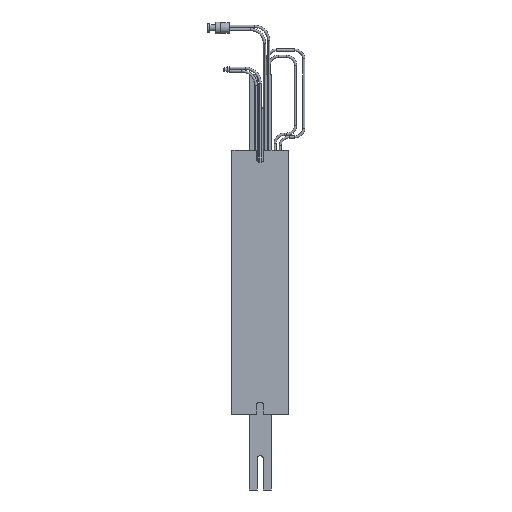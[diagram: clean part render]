
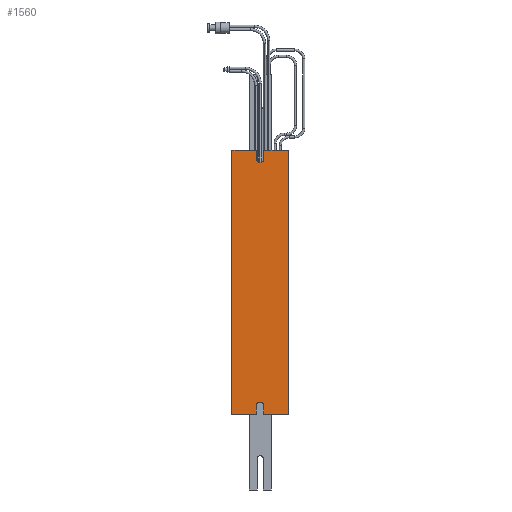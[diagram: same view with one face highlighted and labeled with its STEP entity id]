
A CAD part, front view. The second image highlights one B-rep face of the part: STEP entity #1560.
In plain terms, the highlighted planar face has unit normal (0, -1, 0).
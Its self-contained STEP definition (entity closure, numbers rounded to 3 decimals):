
#42 = AXIS2_PLACEMENT_3D ( 'NONE', #8909, #3779, #9730 ) ;
#83 = VERTEX_POINT ( 'NONE', #5219 ) ;
#293 = DIRECTION ( 'NONE',  ( 0., 0., 1. ) ) ;
#497 = CARTESIAN_POINT ( 'NONE',  ( -0.6, 0., 81. ) ) ;
#507 = VERTEX_POINT ( 'NONE', #6492 ) ;
#517 = ORIENTED_EDGE ( 'NONE', *, *, #11251, .F. ) ;
#558 = VECTOR ( 'NONE', #5929, 1000. ) ;
#573 = AXIS2_PLACEMENT_3D ( 'NONE', #3703, #4579, #10638 ) ;
#840 = LINE ( 'NONE', #5517, #2656 ) ;
#888 = CARTESIAN_POINT ( 'NONE',  ( 0.5, 0., -81. ) ) ;
#903 = CARTESIAN_POINT ( 'NONE',  ( 0., 0., -81. ) ) ;
#986 = VERTEX_POINT ( 'NONE', #888 ) ;
#996 = CARTESIAN_POINT ( 'NONE',  ( -0.5, 0., -83. ) ) ;
#1043 = EDGE_CURVE ( 'NONE', #9852, #507, #4473, .T. ) ;
#1072 = VERTEX_POINT ( 'NONE', #3707 ) ;
#1134 = EDGE_CURVE ( 'NONE', #2920, #3433, #5537, .T. ) ;
#1166 = CARTESIAN_POINT ( 'NONE',  ( 2.5, 0., 0. ) ) ;
#1178 = VERTEX_POINT ( 'NONE', #7249 ) ;
#1418 = VERTEX_POINT ( 'NONE', #11270 ) ;
#1560 = ADVANCED_FACE ( 'NONE', ( #7319 ), #5504, .T. ) ;
#2089 = LINE ( 'NONE', #2093, #7945 ) ;
#2093 = CARTESIAN_POINT ( 'NONE',  ( 0., 0., 81. ) ) ;
#2140 = ORIENTED_EDGE ( 'NONE', *, *, #9440, .F. ) ;
#2336 = CARTESIAN_POINT ( 'NONE',  ( 0.5, 0., -83. ) ) ;
#2339 = DIRECTION ( 'NONE',  ( 0., -1., 0. ) ) ;
#2386 = EDGE_CURVE ( 'NONE', #6274, #6461, #5920, .T. ) ;
#2515 = VECTOR ( 'NONE', #5225, 1000. ) ;
#2656 = VECTOR ( 'NONE', #2998, 1000. ) ;
#2713 = DIRECTION ( 'NONE',  ( 0., 0., -1. ) ) ;
#2799 = LINE ( 'NONE', #903, #10800 ) ;
#2858 = ORIENTED_EDGE ( 'NONE', *, *, #3357, .F. ) ;
#2869 = VERTEX_POINT ( 'NONE', #9990 ) ;
#2903 = ORIENTED_EDGE ( 'NONE', *, *, #8599, .F. ) ;
#2906 = DIRECTION ( 'NONE',  ( 1., 0., 0. ) ) ;
#2920 = VERTEX_POINT ( 'NONE', #9092 ) ;
#2998 = DIRECTION ( 'NONE',  ( 1., 0., 0. ) ) ;
#3357 = EDGE_CURVE ( 'NONE', #10267, #10167, #4824, .T. ) ;
#3433 = VERTEX_POINT ( 'NONE', #6132 ) ;
#3470 = DIRECTION ( 'NONE',  ( -1., 0., 0. ) ) ;
#3585 = EDGE_CURVE ( 'NONE', #83, #1178, #840, .T. ) ;
#3680 = VECTOR ( 'NONE', #4771, 1000. ) ;
#3703 = CARTESIAN_POINT ( 'NONE',  ( 0., 0., 0. ) ) ;
#3707 = CARTESIAN_POINT ( 'NONE',  ( -2.5, 0., 82.9 ) ) ;
#3777 = EDGE_CURVE ( 'NONE', #2869, #986, #8953, .T. ) ;
#3779 = DIRECTION ( 'NONE',  ( 0., -1., 0. ) ) ;
#4103 = VECTOR ( 'NONE', #7787, 1000. ) ;
#4141 = ORIENTED_EDGE ( 'NONE', *, *, #6032, .F. ) ;
#4189 = CARTESIAN_POINT ( 'NONE',  ( 19., 0., -89. ) ) ;
#4193 = VECTOR ( 'NONE', #3470, 1000. ) ;
#4218 = CARTESIAN_POINT ( 'NONE',  ( 2.5, 0., 0. ) ) ;
#4317 = VECTOR ( 'NONE', #10521, 1000. ) ;
#4473 = LINE ( 'NONE', #6923, #4193 ) ;
#4510 = CARTESIAN_POINT ( 'NONE',  ( 19., 0., 89. ) ) ;
#4579 = DIRECTION ( 'NONE',  ( 0., -1., 0. ) ) ;
#4755 = EDGE_CURVE ( 'NONE', #1418, #10267, #7567, .T. ) ;
#4771 = DIRECTION ( 'NONE',  ( 0., 0., 1. ) ) ;
#4824 = LINE ( 'NONE', #6938, #2515 ) ;
#5216 = CARTESIAN_POINT ( 'NONE',  ( -19., 0., -89. ) ) ;
#5219 = CARTESIAN_POINT ( 'NONE',  ( 2.5, 0., 89. ) ) ;
#5225 = DIRECTION ( 'NONE',  ( 0., 0., -1. ) ) ;
#5310 = LINE ( 'NONE', #4510, #8293 ) ;
#5316 = DIRECTION ( 'NONE',  ( -1., 0., 0. ) ) ;
#5332 = EDGE_CURVE ( 'NONE', #986, #1418, #2799, .T. ) ;
#5339 = ORIENTED_EDGE ( 'NONE', *, *, #1134, .F. ) ;
#5369 = ORIENTED_EDGE ( 'NONE', *, *, #6013, .F. ) ;
#5504 = PLANE ( 'NONE',  #573 ) ;
#5517 = CARTESIAN_POINT ( 'NONE',  ( -19., 0., 89. ) ) ;
#5537 = CIRCLE ( 'NONE', #42, 1.9 ) ;
#5920 = LINE ( 'NONE', #8691, #11218 ) ;
#5929 = DIRECTION ( 'NONE',  ( 1., 0., 0. ) ) ;
#5983 = ORIENTED_EDGE ( 'NONE', *, *, #4755, .F. ) ;
#6013 = EDGE_CURVE ( 'NONE', #1072, #8897, #11047, .T. ) ;
#6032 = EDGE_CURVE ( 'NONE', #6461, #9800, #8208, .T. ) ;
#6132 = CARTESIAN_POINT ( 'NONE',  ( 2.5, 0., 82.9 ) ) ;
#6156 = CARTESIAN_POINT ( 'NONE',  ( -19., 0., -89. ) ) ;
#6237 = DIRECTION ( 'NONE',  ( 0., 0., -1. ) ) ;
#6274 = VERTEX_POINT ( 'NONE', #6156 ) ;
#6304 = CARTESIAN_POINT ( 'NONE',  ( -2.5, 0., 0. ) ) ;
#6461 = VERTEX_POINT ( 'NONE', #8593 ) ;
#6490 = VECTOR ( 'NONE', #11179, 1000. ) ;
#6492 = CARTESIAN_POINT ( 'NONE',  ( 2.5, 0., -89. ) ) ;
#6669 = EDGE_CURVE ( 'NONE', #8897, #2920, #2089, .T. ) ;
#6923 = CARTESIAN_POINT ( 'NONE',  ( -19., 0., -89. ) ) ;
#6938 = CARTESIAN_POINT ( 'NONE',  ( -2.5, 0., 0. ) ) ;
#7055 = LINE ( 'NONE', #4218, #6490 ) ;
#7198 = CARTESIAN_POINT ( 'NONE',  ( -2.5, 0., -89. ) ) ;
#7221 = ORIENTED_EDGE ( 'NONE', *, *, #5332, .F. ) ;
#7249 = CARTESIAN_POINT ( 'NONE',  ( 19., 0., 89. ) ) ;
#7319 = FACE_OUTER_BOUND ( 'NONE', #11167, .T. ) ;
#7330 = CARTESIAN_POINT ( 'NONE',  ( -2.5, 0., 89. ) ) ;
#7498 = ORIENTED_EDGE ( 'NONE', *, *, #3777, .F. ) ;
#7567 = CIRCLE ( 'NONE', #8278, 2. ) ;
#7787 = DIRECTION ( 'NONE',  ( -1., 0., 0. ) ) ;
#7945 = VECTOR ( 'NONE', #2906, 1000. ) ;
#8006 = EDGE_CURVE ( 'NONE', #10167, #6274, #8451, .T. ) ;
#8021 = ORIENTED_EDGE ( 'NONE', *, *, #1043, .F. ) ;
#8208 = LINE ( 'NONE', #11023, #558 ) ;
#8278 = AXIS2_PLACEMENT_3D ( 'NONE', #996, #10283, #2713 ) ;
#8293 = VECTOR ( 'NONE', #6237, 1000. ) ;
#8375 = CARTESIAN_POINT ( 'NONE',  ( -0.6, 0., 82.9 ) ) ;
#8415 = DIRECTION ( 'NONE',  ( 0., 0., -1. ) ) ;
#8451 = LINE ( 'NONE', #5216, #4103 ) ;
#8568 = LINE ( 'NONE', #1166, #3680 ) ;
#8593 = CARTESIAN_POINT ( 'NONE',  ( -19., 0., 89. ) ) ;
#8599 = EDGE_CURVE ( 'NONE', #1178, #9852, #5310, .T. ) ;
#8691 = CARTESIAN_POINT ( 'NONE',  ( -19., 0., 89. ) ) ;
#8709 = EDGE_CURVE ( 'NONE', #3433, #83, #8568, .T. ) ;
#8897 = VERTEX_POINT ( 'NONE', #497 ) ;
#8909 = CARTESIAN_POINT ( 'NONE',  ( 0.6, 0., 82.9 ) ) ;
#8953 = CIRCLE ( 'NONE', #9211, 2. ) ;
#9042 = ORIENTED_EDGE ( 'NONE', *, *, #8006, .F. ) ;
#9084 = CARTESIAN_POINT ( 'NONE',  ( -2.5, 0., -83. ) ) ;
#9092 = CARTESIAN_POINT ( 'NONE',  ( 0.6, 0., 81. ) ) ;
#9148 = ORIENTED_EDGE ( 'NONE', *, *, #6669, .F. ) ;
#9211 = AXIS2_PLACEMENT_3D ( 'NONE', #2336, #9964, #10872 ) ;
#9235 = ORIENTED_EDGE ( 'NONE', *, *, #8709, .F. ) ;
#9440 = EDGE_CURVE ( 'NONE', #507, #2869, #7055, .T. ) ;
#9730 = DIRECTION ( 'NONE',  ( 0., 0., -1. ) ) ;
#9800 = VERTEX_POINT ( 'NONE', #7330 ) ;
#9852 = VERTEX_POINT ( 'NONE', #4189 ) ;
#9959 = AXIS2_PLACEMENT_3D ( 'NONE', #8375, #2339, #8415 ) ;
#9964 = DIRECTION ( 'NONE',  ( 0., -1., 0. ) ) ;
#9990 = CARTESIAN_POINT ( 'NONE',  ( 2.5, 0., -83. ) ) ;
#10167 = VERTEX_POINT ( 'NONE', #7198 ) ;
#10267 = VERTEX_POINT ( 'NONE', #9084 ) ;
#10283 = DIRECTION ( 'NONE',  ( 0., -1., 0. ) ) ;
#10521 = DIRECTION ( 'NONE',  ( 0., 0., -1. ) ) ;
#10638 = DIRECTION ( 'NONE',  ( 0., 0., -1. ) ) ;
#10800 = VECTOR ( 'NONE', #5316, 1000. ) ;
#10872 = DIRECTION ( 'NONE',  ( 0., 0., -1. ) ) ;
#10907 = ORIENTED_EDGE ( 'NONE', *, *, #3585, .F. ) ;
#11023 = CARTESIAN_POINT ( 'NONE',  ( -19., 0., 89. ) ) ;
#11047 = CIRCLE ( 'NONE', #9959, 1.9 ) ;
#11158 = ORIENTED_EDGE ( 'NONE', *, *, #2386, .F. ) ;
#11167 = EDGE_LOOP ( 'NONE', ( #2858, #5983, #7221, #7498, #2140, #8021, #2903, #10907, #9235, #5339, #9148, #5369, #517, #4141, #11158, #9042 ) ) ;
#11179 = DIRECTION ( 'NONE',  ( 0., 0., 1. ) ) ;
#11218 = VECTOR ( 'NONE', #293, 1000. ) ;
#11220 = LINE ( 'NONE', #6304, #4317 ) ;
#11251 = EDGE_CURVE ( 'NONE', #9800, #1072, #11220, .T. ) ;
#11270 = CARTESIAN_POINT ( 'NONE',  ( -0.5, 0., -81. ) ) ;
